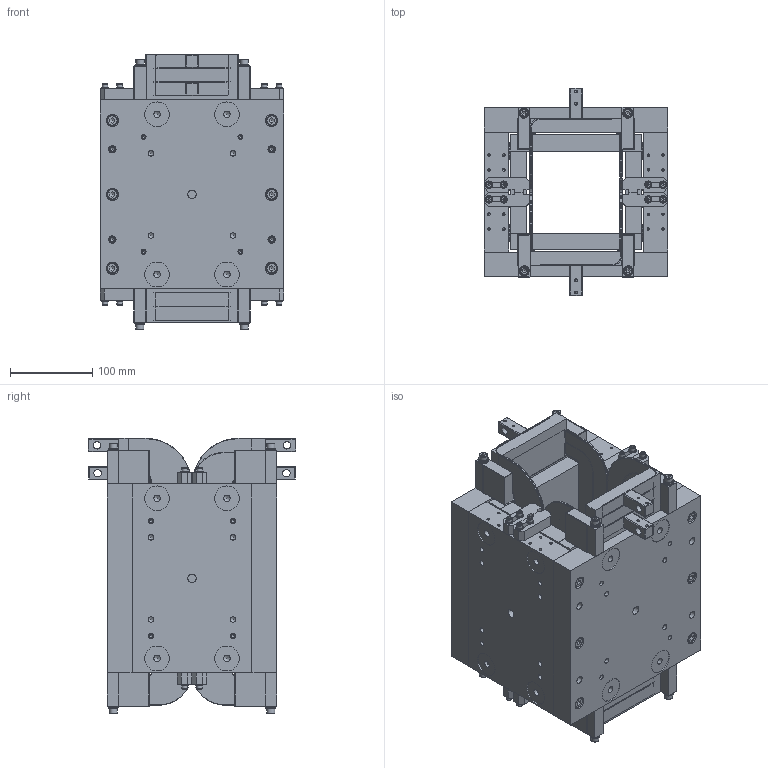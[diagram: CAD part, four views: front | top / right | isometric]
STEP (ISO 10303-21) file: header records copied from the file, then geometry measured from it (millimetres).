
FILE_DESCRIPTION(/* description */ ('Ferrite 1'),/* implementation_level */ '2;1');
FILE_NAME(/* name */ '7103033504.stp',/* time_stamp */ '2016-12-21T17:39:48+01:00',/* author */ ('AANA'),/* organization */ (''),/* preprocessor_version */ 'ST-DEVELOPER v16.1',/* originating_system */ 'Autodesk Inventor 2016',/* authorisation */ '');
FILE_SCHEMA (('AUTOMOTIVE_DESIGN { 1 0 10303 214 3 1 1 }'));
Length unit declared in the file: millimetre
Products named in the file (28): 7103033505; 7103033506; 7103033516; 7103033517; 7103033507; 7103033508; 7103033514; 7103033515; 7103033518; 7103033519; 7103033520; 7103033797; 7103033798; 7103033521; 9000015533; 5400800036; 7103033824; 5200800365; 5400800095; 5400800006; 5200800376; 5200803655; 7103033916; 7103033921; 5200800333; 5400800093; 5400800004; 7103033504
Assembly tree (166 placements, depth 3):
  7103033504
    7103033505  x2
    7103033506  x2
    7103033516  x2
    7103033517  x2
    7103033521  x2
      7103033507
      7103033508
      7103033514
      7103033515
      7103033518
      7103033519
      7103033520
      7103033797
      7103033798
    9000015533  x8
    5400800036  x8
    7103033824  x8
    5200800365  x8
    5400800095  x8
    5400800006  x8
    5200800376  x12
    5200803655  x8
    7103033916  x8
    7103033921  x8
    5200800333  x16
    5400800093  x16
    5400800004  x16
Bounding box: 224 x 253 x 335.2 mm (x, y, z)
Volume: 8700887.2 mm3; surface area: 1607812.6 mm2
Topology: 188 solids, 188 shells, 2434 faces, 5622 edges, 3636 vertices
Faces by surface type: plane 1362, cylinder 672, cone 276, bspline 64, torus 36, sphere 24
Full cylindrical faces by diameter (mm): 2.85 x24, 3.242 x32, 4 x16, 4.134 x16, 4.3 x16, 4.917 x8, 5 x8, 5.3 x8, 6 x24, 6.4 x8, 6.6 x8, 6.647 x28, 7 x16, 8 x52, 9 x40, 9.5 x8, 10 x8, 10.106 x4, 10.5 x8, 12 x8, 13 x12, 15 x12, 20 x24, 22 x16, 30 x16
Entity records: 21699 total; most frequent: CARTESIAN_POINT 5916, DIRECTION 3238, ORIENTED_EDGE 2510, EDGE_CURVE 1255, AXIS2_PLACEMENT_3D 1236, VERTEX_POINT 918, EDGE_LOOP 911, LINE 766
